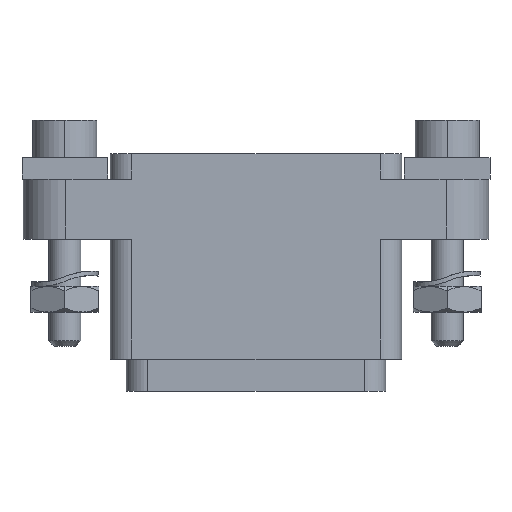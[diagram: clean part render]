
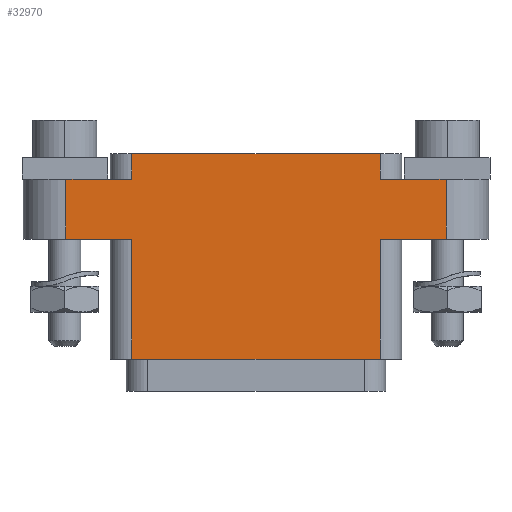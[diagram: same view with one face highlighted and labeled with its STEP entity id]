
A CAD part, front view. The second image highlights one B-rep face of the part: STEP entity #32970.
In plain terms, the highlighted planar face has unit normal (0, -1, 0).
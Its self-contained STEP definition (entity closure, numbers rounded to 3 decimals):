
#2170=DIRECTION('',(1.,0.,0.));
#2171=VECTOR('',#2170,6.15);
#2172=CARTESIAN_POINT('',(11.6,-6.6,11.2));
#2173=LINE('',#2172,#2171);
#2228=DIRECTION('',(1.,0.,0.));
#2229=VECTOR('',#2228,23.2);
#2230=CARTESIAN_POINT('',(-11.6,-6.6,0.));
#2231=LINE('',#2230,#2229);
#2309=DIRECTION('',(1.,0.,0.));
#2310=VECTOR('',#2309,6.15);
#2311=CARTESIAN_POINT('',(-17.75,-6.6,11.2));
#2312=LINE('',#2311,#2310);
#2340=DIRECTION('',(0.,0.,-1.));
#2341=VECTOR('',#2340,11.2);
#2342=CARTESIAN_POINT('',(-11.6,-6.6,11.2));
#2343=LINE('',#2342,#2341);
#2344=DIRECTION('',(0.,0.,-1.));
#2345=VECTOR('',#2344,5.6);
#2346=CARTESIAN_POINT('',(-17.75,-6.6,16.8));
#2347=LINE('',#2346,#2345);
#2348=DIRECTION('',(0.,0.,-1.));
#2349=VECTOR('',#2348,2.4);
#2350=CARTESIAN_POINT('',(-11.6,-6.6,19.2));
#2351=LINE('',#2350,#2349);
#2352=DIRECTION('',(0.,0.,-1.));
#2353=VECTOR('',#2352,2.4);
#2354=CARTESIAN_POINT('',(11.6,-6.6,19.2));
#2355=LINE('',#2354,#2353);
#2356=DIRECTION('',(0.,0.,-1.));
#2357=VECTOR('',#2356,5.6);
#2358=CARTESIAN_POINT('',(17.75,-6.6,16.8));
#2359=LINE('',#2358,#2357);
#2360=DIRECTION('',(0.,0.,-1.));
#2361=VECTOR('',#2360,11.2);
#2362=CARTESIAN_POINT('',(11.6,-6.6,11.2));
#2363=LINE('',#2362,#2361);
#2394=DIRECTION('',(-1.,0.,0.));
#2395=VECTOR('',#2394,6.15);
#2396=CARTESIAN_POINT('',(-11.6,-6.6,16.8));
#2397=LINE('',#2396,#2395);
#2445=DIRECTION('',(1.,0.,0.));
#2446=VECTOR('',#2445,23.2);
#2447=CARTESIAN_POINT('',(-11.6,-6.6,19.2));
#2448=LINE('',#2447,#2446);
#3535=DIRECTION('',(-1.,0.,0.));
#3536=VECTOR('',#3535,6.15);
#3537=CARTESIAN_POINT('',(17.75,-6.6,16.8));
#3538=LINE('',#3537,#3536);
#24965=CARTESIAN_POINT('',(-11.6,-6.6,0.));
#24967=VERTEX_POINT('',#24965);
#24974=CARTESIAN_POINT('',(11.6,-6.6,0.));
#24976=VERTEX_POINT('',#24974);
#25837=CARTESIAN_POINT('',(-11.6,-6.6,19.2));
#25838=VERTEX_POINT('',#25837);
#25839=CARTESIAN_POINT('',(-11.6,-6.6,16.8));
#25840=VERTEX_POINT('',#25839);
#25841=CARTESIAN_POINT('',(11.6,-6.6,19.2));
#25842=CARTESIAN_POINT('',(11.6,-6.6,16.8));
#25843=VERTEX_POINT('',#25841);
#25844=VERTEX_POINT('',#25842);
#25866=CARTESIAN_POINT('',(17.75,-6.6,11.2));
#25868=VERTEX_POINT('',#25866);
#25869=CARTESIAN_POINT('',(17.75,-6.6,16.8));
#25870=VERTEX_POINT('',#25869);
#25881=CARTESIAN_POINT('',(-17.75,-6.6,11.2));
#25883=VERTEX_POINT('',#25881);
#25887=CARTESIAN_POINT('',(-17.75,-6.6,16.8));
#25888=VERTEX_POINT('',#25887);
#26051=CARTESIAN_POINT('',(-11.6,-6.6,11.2));
#26052=VERTEX_POINT('',#26051);
#26055=CARTESIAN_POINT('',(11.6,-6.6,11.2));
#26056=VERTEX_POINT('',#26055);
#32943=CARTESIAN_POINT('',(-13.6,-6.6,0.));
#32944=DIRECTION('',(0.,-1.,0.));
#32945=DIRECTION('',(1.,0.,0.));
#32946=AXIS2_PLACEMENT_3D('',#32943,#32944,#32945);
#32947=PLANE('',#32946);
#32948=ORIENTED_EDGE('',*,*,#32936,.F.);
#32949=ORIENTED_EDGE('',*,*,#32904,.F.);
#32951=ORIENTED_EDGE('',*,*,#32950,.F.);
#32953=ORIENTED_EDGE('',*,*,#32952,.F.);
#32955=ORIENTED_EDGE('',*,*,#32954,.F.);
#32957=ORIENTED_EDGE('',*,*,#32956,.T.);
#32959=ORIENTED_EDGE('',*,*,#32958,.T.);
#32961=ORIENTED_EDGE('',*,*,#32960,.F.);
#32963=ORIENTED_EDGE('',*,*,#32962,.T.);
#32964=ORIENTED_EDGE('',*,*,#32803,.F.);
#32966=ORIENTED_EDGE('',*,*,#32965,.T.);
#32967=ORIENTED_EDGE('',*,*,#32847,.F.);
#32968=EDGE_LOOP('',(#32948,#32949,#32951,#32953,#32955,#32957,#32959,#32961,
#32963,#32964,#32966,#32967));
#32969=FACE_OUTER_BOUND('',#32968,.F.);
#32970=ADVANCED_FACE('',(#32969),#32947,.T.);
#32803=EDGE_CURVE('',#26056,#25868,#2173,.T.);
#32847=EDGE_CURVE('',#24967,#24976,#2231,.T.);
#32904=EDGE_CURVE('',#25883,#26052,#2312,.T.);
#32936=EDGE_CURVE('',#26052,#24967,#2343,.T.);
#32950=EDGE_CURVE('',#25888,#25883,#2347,.T.);
#32952=EDGE_CURVE('',#25840,#25888,#2397,.T.);
#32954=EDGE_CURVE('',#25838,#25840,#2351,.T.);
#32956=EDGE_CURVE('',#25838,#25843,#2448,.T.);
#32958=EDGE_CURVE('',#25843,#25844,#2355,.T.);
#32960=EDGE_CURVE('',#25870,#25844,#3538,.T.);
#32962=EDGE_CURVE('',#25870,#25868,#2359,.T.);
#32965=EDGE_CURVE('',#26056,#24976,#2363,.T.);
